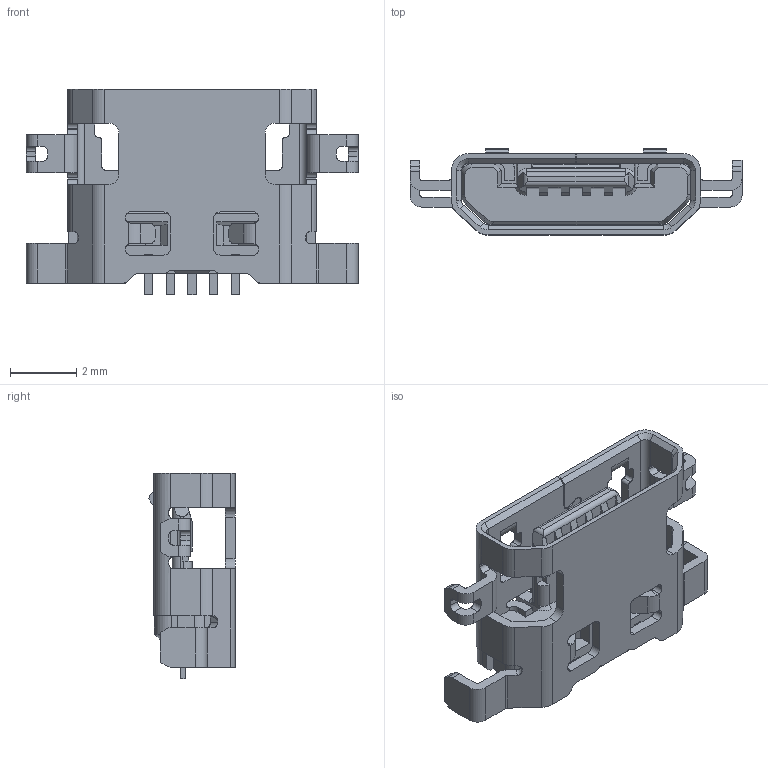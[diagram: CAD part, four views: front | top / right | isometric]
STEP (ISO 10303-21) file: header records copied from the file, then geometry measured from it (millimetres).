
FILE_DESCRIPTION(('CoCreate Modeling STEP Export'),'2;1');
FILE_NAME('010101040-212 反向沉板0.8短体.stp','2016-06-14T13:42:53',(''),(''),'CoCreate Modeling STEP processor for AP214 (Solid Model)','CoCreate Modeling 16.00 13-May-2008 (C) Parametric Technology GmbH','');
FILE_SCHEMA(('AUTOMOTIVE_DESIGN { 1 0 10303 214 1 1 1 1 }'));
Length unit declared in the file: millimetre
Products named in the file (7): 05.1; 05.1.1; ASSY_ASM_205; ASM0001_ASM; 05; 4DIP08HOUSING.2.1.1; 反向0.80-不带铁片
Assembly tree (6 placements, depth 3):
  反向0.80-不带铁片
    4DIP08HOUSING.2.1.1
    05
    ASM0001_ASM
      ASSY_ASM_205
    05.1.1
    05.1
Bounding box: 10 x 2.6 x 6.2 mm (x, y, z)
Volume: 51.3 mm3; surface area: 295.5 mm2
Topology: 1 solids, 1 shells, 714 faces, 2040 edges, 1312 vertices
Faces by surface type: plane 482, cylinder 201, cone 25, bspline 4, torus 2
Entity records: 23318 total; most frequent: CARTESIAN_POINT 4627, ORIENTED_EDGE 4106, DIRECTION 3658, EDGE_CURVE 2040, VECTOR 1484, LINE 1484, VERTEX_POINT 1312, AXIS2_PLACEMENT_3D 1087
